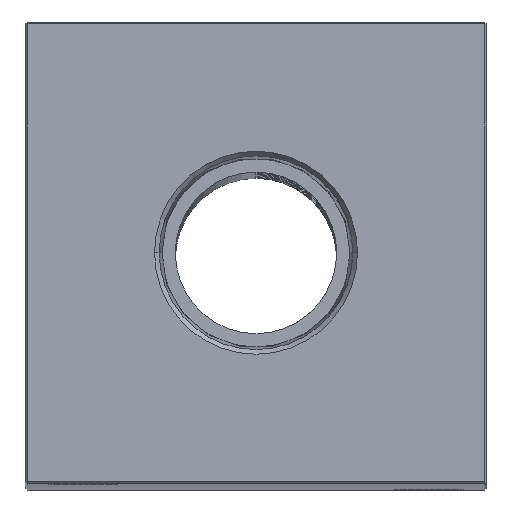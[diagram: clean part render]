
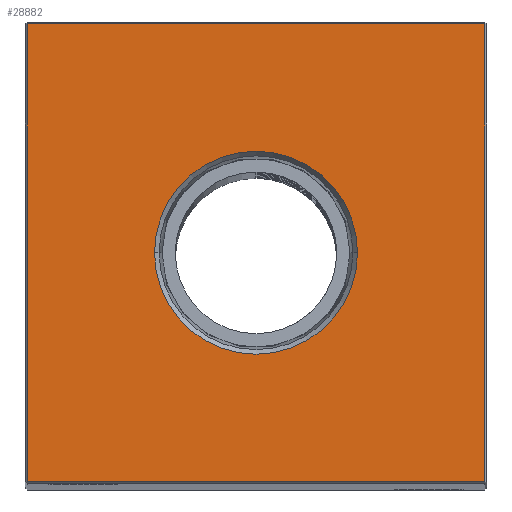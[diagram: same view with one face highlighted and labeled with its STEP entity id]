
A CAD part, top view. The second image highlights one B-rep face of the part: STEP entity #28882.
In plain terms, the highlighted planar face has unit normal (0, 0, 1).
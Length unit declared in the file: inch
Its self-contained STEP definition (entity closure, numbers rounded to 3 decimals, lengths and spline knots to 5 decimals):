
#23 = CARTESIAN_POINT ( 'NONE',  ( -1.24, 0., 20.5 ) ) ;
#563 = VERTEX_POINT ( 'NONE', #10129 ) ;
#685 = CARTESIAN_POINT ( 'NONE',  ( 0., 0., 20.5 ) ) ;
#758 = VERTEX_POINT ( 'NONE', #30007 ) ;
#1330 = LINE ( 'NONE', #12363, #22210 ) ;
#1919 = AXIS2_PLACEMENT_3D ( 'NONE', #33054, #8558, #19560 ) ;
#1997 = CARTESIAN_POINT ( 'NONE',  ( 1.24, 1.24, 20.5 ) ) ;
#2620 = CIRCLE ( 'NONE', #22723, 0.5499 ) ;
#3044 = EDGE_CURVE ( 'NONE', #19582, #758, #2620, .T. ) ;
#3068 = CARTESIAN_POINT ( 'NONE',  ( 0., 0., 20.5 ) ) ;
#3573 = EDGE_CURVE ( 'NONE', #563, #17400, #11586, .T. ) ;
#3727 = VERTEX_POINT ( 'NONE', #7589 ) ;
#6990 = LINE ( 'NONE', #17999, #14843 ) ;
#7589 = CARTESIAN_POINT ( 'NONE',  ( -1.24, 1.24, 20.5 ) ) ;
#7985 = CARTESIAN_POINT ( 'NONE',  ( -1.24, -1.24, 20.5 ) ) ;
#8195 = FACE_OUTER_BOUND ( 'NONE', #30432, .T. ) ;
#8558 = DIRECTION ( 'NONE',  ( 0., 0., -1. ) ) ;
#8589 = EDGE_CURVE ( 'NONE', #8703, #563, #6990, .T. ) ;
#8703 = VERTEX_POINT ( 'NONE', #7985 ) ;
#9012 = AXIS2_PLACEMENT_3D ( 'NONE', #685, #11727, #22651 ) ;
#10129 = CARTESIAN_POINT ( 'NONE',  ( 1.24, -1.24, 20.5 ) ) ;
#10577 = EDGE_CURVE ( 'NONE', #17400, #3727, #1330, .T. ) ;
#11051 = DIRECTION ( 'NONE',  ( 0., -1., 0. ) ) ;
#11586 = LINE ( 'NONE', #22515, #17597 ) ;
#11727 = DIRECTION ( 'NONE',  ( 0., 0., 1. ) ) ;
#12363 = CARTESIAN_POINT ( 'NONE',  ( 0., 1.24, 20.5 ) ) ;
#13453 = EDGE_CURVE ( 'NONE', #3727, #8703, #24663, .T. ) ;
#14090 = DIRECTION ( 'NONE',  ( 0., 0., 1. ) ) ;
#14122 = ORIENTED_EDGE ( 'NONE', *, *, #3573, .T. ) ;
#14843 = VECTOR ( 'NONE', #28825, 39.37008 ) ;
#17400 = VERTEX_POINT ( 'NONE', #1997 ) ;
#17597 = VECTOR ( 'NONE', #33350, 39.37008 ) ;
#17999 = CARTESIAN_POINT ( 'NONE',  ( 0., -1.24, 20.5 ) ) ;
#18845 = ORIENTED_EDGE ( 'NONE', *, *, #10577, .T. ) ;
#19193 = FACE_BOUND ( 'NONE', #33586, .T. ) ;
#19492 = ORIENTED_EDGE ( 'NONE', *, *, #32583, .F. ) ;
#19560 = DIRECTION ( 'NONE',  ( -1., 0., 0. ) ) ;
#19582 = VERTEX_POINT ( 'NONE', #23282 ) ;
#22210 = VECTOR ( 'NONE', #23260, 39.37008 ) ;
#22515 = CARTESIAN_POINT ( 'NONE',  ( 1.24, 0., 20.5 ) ) ;
#22651 = DIRECTION ( 'NONE',  ( 1., 0., 0. ) ) ;
#22723 = AXIS2_PLACEMENT_3D ( 'NONE', #3068, #14090, #24976 ) ;
#23260 = DIRECTION ( 'NONE',  ( -1., 0., 0. ) ) ;
#23282 = CARTESIAN_POINT ( 'NONE',  ( -0.5499, 0., 20.5 ) ) ;
#24460 = CIRCLE ( 'NONE', #9012, 0.5499 ) ;
#24617 = ORIENTED_EDGE ( 'NONE', *, *, #8589, .T. ) ;
#24663 = LINE ( 'NONE', #23, #33736 ) ;
#24976 = DIRECTION ( 'NONE',  ( 1., 0., 0. ) ) ;
#28825 = DIRECTION ( 'NONE',  ( 1., 0., 0. ) ) ;
#28882 = ADVANCED_FACE ( 'NONE', ( #8195, #19193 ), #30029, .F. ) ;
#30007 = CARTESIAN_POINT ( 'NONE',  ( 0.5499, 0., 20.5 ) ) ;
#30029 = PLANE ( 'NONE',  #1919 ) ;
#30432 = EDGE_LOOP ( 'NONE', ( #31351, #24617, #14122, #18845 ) ) ;
#30991 = ORIENTED_EDGE ( 'NONE', *, *, #3044, .F. ) ;
#31351 = ORIENTED_EDGE ( 'NONE', *, *, #13453, .T. ) ;
#32583 = EDGE_CURVE ( 'NONE', #758, #19582, #24460, .T. ) ;
#33054 = CARTESIAN_POINT ( 'NONE',  ( 0., 0., 20.5 ) ) ;
#33350 = DIRECTION ( 'NONE',  ( 0., 1., 0. ) ) ;
#33586 = EDGE_LOOP ( 'NONE', ( #19492, #30991 ) ) ;
#33736 = VECTOR ( 'NONE', #11051, 39.37008 ) ;
